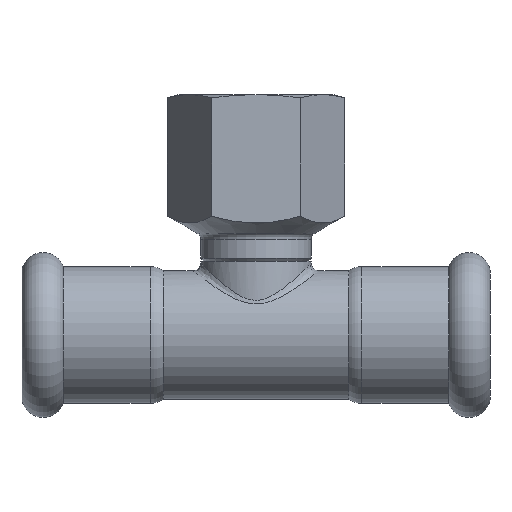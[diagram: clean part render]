
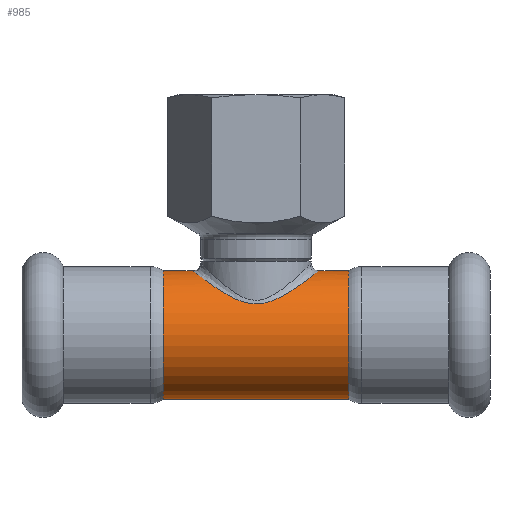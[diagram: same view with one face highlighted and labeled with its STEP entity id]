
A CAD part, front view. The second image highlights one B-rep face of the part: STEP entity #985.
In plain terms, the highlighted cylindrical face has radius 10 mm (diameter 20 mm), a full revolution.
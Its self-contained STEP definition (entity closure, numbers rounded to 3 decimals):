
#19=B_SPLINE_CURVE_WITH_KNOTS('',3,(#2066,#2067,#2068,#2069,#2070,#2071,
#2072,#2073,#2074,#2075,#2076,#2077,#2078,#2079,#2080,#2081,#2082,#2083,
#2084,#2085,#2086,#2087,#2088,#2089),.UNSPECIFIED.,.T.,.F.,(4,1,1,1,1,1,
1,1,1,1,1,1,1,1,1,1,1,1,1,1,1,4),(-5.672,-5.469,-5.267,
-4.861,-4.591,-4.321,-4.051,
-3.781,-3.241,-2.971,-2.836,-2.701,
-2.566,-2.431,-2.161,-1.62,
-1.418,-1.215,-0.81,-0.405,
-0.203,0.),.UNSPECIFIED.);
#26=FACE_BOUND('',#258,.T.);
#116=LINE('',#2101,#145);
#145=VECTOR('',#1402,10.);
#162=CYLINDRICAL_SURFACE('',#1122,10.);
#203=FACE_OUTER_BOUND('',#257,.T.);
#257=EDGE_LOOP('',(#833,#834,#835,#836,#837,#838,#839,#840));
#258=EDGE_LOOP('',(#841));
#342=CIRCLE('',#1123,10.);
#343=CIRCLE('',#1124,10.);
#344=CIRCLE('',#1125,10.);
#345=CIRCLE('',#1126,10.);
#346=CIRCLE('',#1127,10.);
#347=CIRCLE('',#1128,10.);
#451=VERTEX_POINT('',#2034);
#455=VERTEX_POINT('',#2095);
#456=VERTEX_POINT('',#2096);
#457=VERTEX_POINT('',#2098);
#458=VERTEX_POINT('',#2100);
#459=VERTEX_POINT('',#2102);
#460=VERTEX_POINT('',#2104);
#592=EDGE_CURVE('',#451,#451,#19,.T.);
#595=EDGE_CURVE('',#455,#456,#342,.T.);
#596=EDGE_CURVE('',#457,#455,#343,.T.);
#597=EDGE_CURVE('',#457,#458,#116,.T.);
#598=EDGE_CURVE('',#458,#459,#344,.T.);
#599=EDGE_CURVE('',#459,#460,#345,.T.);
#600=EDGE_CURVE('',#460,#458,#346,.T.);
#601=EDGE_CURVE('',#456,#457,#347,.T.);
#833=ORIENTED_EDGE('',*,*,#595,.F.);
#834=ORIENTED_EDGE('',*,*,#596,.F.);
#835=ORIENTED_EDGE('',*,*,#597,.T.);
#836=ORIENTED_EDGE('',*,*,#598,.T.);
#837=ORIENTED_EDGE('',*,*,#599,.T.);
#838=ORIENTED_EDGE('',*,*,#600,.T.);
#839=ORIENTED_EDGE('',*,*,#597,.F.);
#840=ORIENTED_EDGE('',*,*,#601,.F.);
#841=ORIENTED_EDGE('',*,*,#592,.F.);
#985=ADVANCED_FACE('',(#203,#26),#162,.T.);
#1122=AXIS2_PLACEMENT_3D('',#2094,#1396,#1397);
#1123=AXIS2_PLACEMENT_3D('',#2097,#1398,#1399);
#1124=AXIS2_PLACEMENT_3D('',#2099,#1400,#1401);
#1125=AXIS2_PLACEMENT_3D('',#2103,#1403,#1404);
#1126=AXIS2_PLACEMENT_3D('',#2105,#1405,#1406);
#1127=AXIS2_PLACEMENT_3D('',#2106,#1407,#1408);
#1128=AXIS2_PLACEMENT_3D('',#2107,#1409,#1410);
#1396=DIRECTION('center_axis',(1.,0.,0.));
#1397=DIRECTION('ref_axis',(0.,1.,0.));
#1398=DIRECTION('center_axis',(1.,0.,0.));
#1399=DIRECTION('ref_axis',(0.,1.,0.));
#1400=DIRECTION('center_axis',(1.,0.,0.));
#1401=DIRECTION('ref_axis',(0.,1.,0.));
#1402=DIRECTION('',(-1.,0.,0.));
#1403=DIRECTION('center_axis',(1.,0.,0.));
#1404=DIRECTION('ref_axis',(0.,1.,0.));
#1405=DIRECTION('center_axis',(1.,0.,0.));
#1406=DIRECTION('ref_axis',(0.,1.,0.));
#1407=DIRECTION('center_axis',(1.,0.,0.));
#1408=DIRECTION('ref_axis',(0.,1.,0.));
#1409=DIRECTION('center_axis',(1.,0.,0.));
#1410=DIRECTION('ref_axis',(0.,1.,0.));
#2034=CARTESIAN_POINT('',(0.,8.75,4.841));
#2066=CARTESIAN_POINT('Ctrl Pts',(0.,8.75,4.841));
#2067=CARTESIAN_POINT('Ctrl Pts',(-0.793,8.75,4.841));
#2068=CARTESIAN_POINT('Ctrl Pts',(-2.358,8.571,5.178));
#2069=CARTESIAN_POINT('Ctrl Pts',(-5.008,7.692,6.497));
#2070=CARTESIAN_POINT('Ctrl Pts',(-7.354,6.063,8.137));
#2071=CARTESIAN_POINT('Ctrl Pts',(-9.168,3.473,9.503));
#2072=CARTESIAN_POINT('Ctrl Pts',(-9.94,0.731,10.113));
#2073=CARTESIAN_POINT('Ctrl Pts',(-9.68,-2.153,9.899));
#2074=CARTESIAN_POINT('Ctrl Pts',(-8.045,-5.49,8.658));
#2075=CARTESIAN_POINT('Ctrl Pts',(-5.274,-7.68,6.597));
#2076=CARTESIAN_POINT('Ctrl Pts',(-2.118,-8.63,5.065));
#2077=CARTESIAN_POINT('Ctrl Pts',(0.002,-8.79,
4.766));
#2078=CARTESIAN_POINT('Ctrl Pts',(1.583,-8.67,4.988));
#2079=CARTESIAN_POINT('Ctrl Pts',(3.024,-8.357,5.509));
#2080=CARTESIAN_POINT('Ctrl Pts',(4.762,-7.72,6.397));
#2081=CARTESIAN_POINT('Ctrl Pts',(7.385,-6.15,8.119));
#2082=CARTESIAN_POINT('Ctrl Pts',(9.43,-3.32,9.715));
#2083=CARTESIAN_POINT('Ctrl Pts',(9.901,0.002,
10.078));
#2084=CARTESIAN_POINT('Ctrl Pts',(9.503,2.836,9.767));
#2085=CARTESIAN_POINT('Ctrl Pts',(7.716,5.825,8.39));
#2086=CARTESIAN_POINT('Ctrl Pts',(5.008,7.687,6.498));
#2087=CARTESIAN_POINT('Ctrl Pts',(2.358,8.573,5.178));
#2088=CARTESIAN_POINT('Ctrl Pts',(0.793,8.75,4.841));
#2089=CARTESIAN_POINT('Ctrl Pts',(0.,8.75,4.841));
#2094=CARTESIAN_POINT('Origin',(10.734,0.,0.));
#2095=CARTESIAN_POINT('',(14.468,10.,0.));
#2096=CARTESIAN_POINT('',(14.468,0.,10.));
#2097=CARTESIAN_POINT('Origin',(14.468,0.,0.));
#2098=CARTESIAN_POINT('',(14.468,-10.,0.));
#2099=CARTESIAN_POINT('Origin',(14.468,0.,0.));
#2100=CARTESIAN_POINT('',(-14.468,-10.,0.));
#2101=CARTESIAN_POINT('',(10.734,-10.,0.));
#2102=CARTESIAN_POINT('',(-14.468,10.,0.));
#2103=CARTESIAN_POINT('Origin',(-14.468,0.,0.));
#2104=CARTESIAN_POINT('',(-14.468,0.,10.));
#2105=CARTESIAN_POINT('Origin',(-14.468,0.,0.));
#2106=CARTESIAN_POINT('Origin',(-14.468,0.,0.));
#2107=CARTESIAN_POINT('Origin',(14.468,0.,0.));
